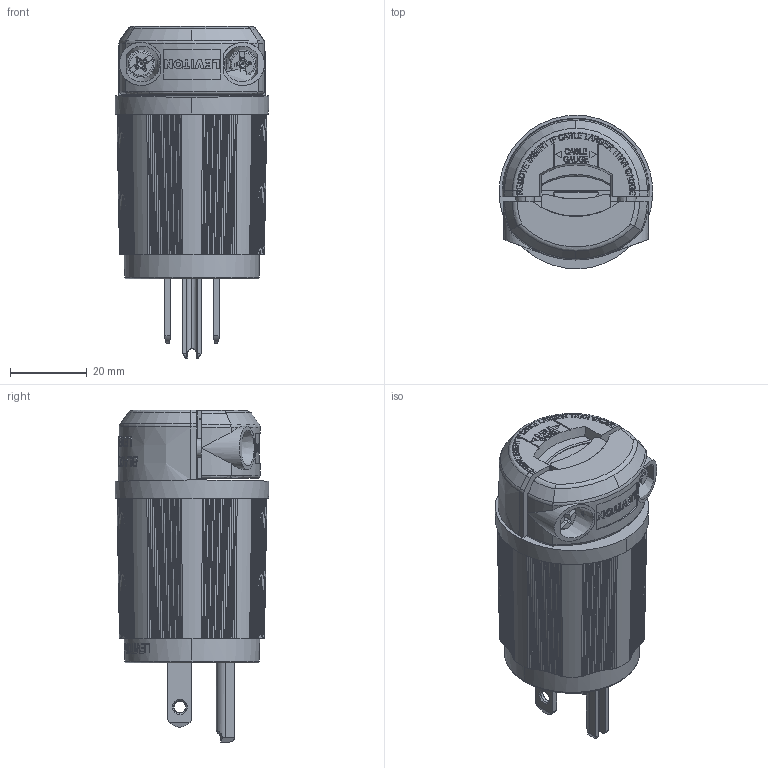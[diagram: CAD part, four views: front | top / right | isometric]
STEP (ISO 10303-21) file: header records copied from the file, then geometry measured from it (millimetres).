
FILE_DESCRIPTION (( 'STEP AP214' ), '1' );
FILE_NAME ('ORC5398-M02.STEP', '2025-10-13T18:11:16', ( '' ), ( '' ), 'SwSTEP 2.0', 'SolidWorks 2024', '' );
FILE_SCHEMA (( 'AUTOMOTIVE_DESIGN' ));
Products named in the file (1): ORC5398-M02
Bounding box: 40.09 x 40.12 x 86.72 mm (x, y, z)
Volume: 69604.1 mm3; surface area: 23724 mm2
Topology: 1 solids, 18 shells, 3740 faces, 10338 edges, 6825 vertices
Faces by surface type: plane 1561, bspline 1432, cone 483, cylinder 192, torus 70, sphere 2
Entity records: 206695 total; most frequent: CARTESIAN_POINT 122409, ORIENTED_EDGE 20672, DIRECTION 12926, EDGE_CURVE 10336, VERTEX_POINT 6825, AXIS2_PLACEMENT_3D 4416, LINE 4094, VECTOR 4094
